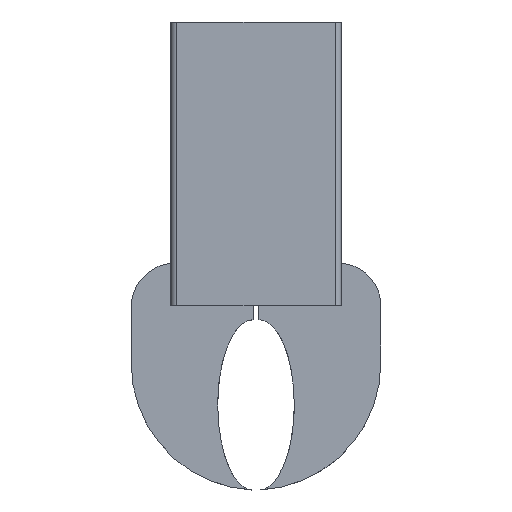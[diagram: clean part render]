
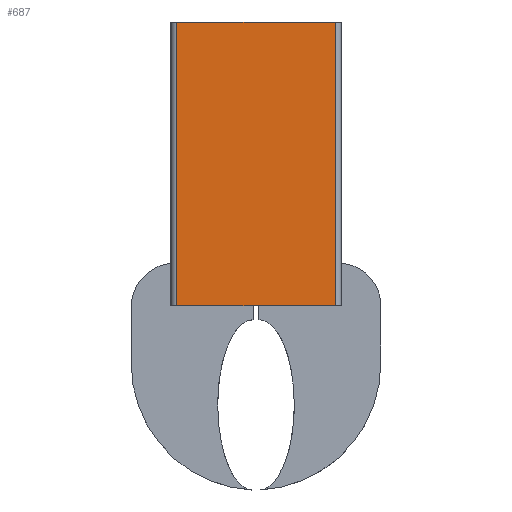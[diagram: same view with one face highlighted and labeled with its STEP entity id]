
A CAD part, top view. The second image highlights one B-rep face of the part: STEP entity #687.
In plain terms, the highlighted planar face has unit normal (0, 0, 1).
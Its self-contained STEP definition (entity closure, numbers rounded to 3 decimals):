
#24=PLANE('',#744);
#53=FACE_OUTER_BOUND('',#89,.T.);
#89=EDGE_LOOP('',(#517,#518,#519,#520));
#133=LINE('',#1015,#215);
#149=LINE('',#1052,#231);
#150=LINE('',#1056,#232);
#151=LINE('',#1057,#233);
#215=VECTOR('',#813,10.);
#231=VECTOR('',#841,10.);
#232=VECTOR('',#846,10.);
#233=VECTOR('',#847,10.);
#314=VERTEX_POINT('',#1012);
#315=VERTEX_POINT('',#1014);
#330=VERTEX_POINT('',#1051);
#331=VERTEX_POINT('',#1055);
#384=EDGE_CURVE('',#315,#314,#133,.T.);
#403=EDGE_CURVE('',#315,#330,#149,.T.);
#405=EDGE_CURVE('',#331,#314,#150,.T.);
#406=EDGE_CURVE('',#331,#330,#151,.T.);
#517=ORIENTED_EDGE('',*,*,#403,.F.);
#518=ORIENTED_EDGE('',*,*,#384,.T.);
#519=ORIENTED_EDGE('',*,*,#405,.F.);
#520=ORIENTED_EDGE('',*,*,#406,.T.);
#687=ADVANCED_FACE('',(#53),#24,.T.);
#744=AXIS2_PLACEMENT_3D('',#1054,#844,#845);
#813=DIRECTION('',(1.,0.,0.));
#841=DIRECTION('',(0.,1.,0.));
#844=DIRECTION('center_axis',(0.,0.,1.));
#845=DIRECTION('ref_axis',(1.,0.,0.));
#846=DIRECTION('',(0.,-1.,0.));
#847=DIRECTION('',(-1.,0.,0.));
#1012=CARTESIAN_POINT('',(58.,0.,40.));
#1014=CARTESIAN_POINT('',(2.,0.,40.));
#1015=CARTESIAN_POINT('',(0.,0.,40.));
#1051=CARTESIAN_POINT('',(2.,100.,40.));
#1052=CARTESIAN_POINT('',(2.,75.,40.));
#1054=CARTESIAN_POINT('Origin',(30.,50.,40.));
#1055=CARTESIAN_POINT('',(58.,100.,40.));
#1056=CARTESIAN_POINT('',(58.,25.,40.));
#1057=CARTESIAN_POINT('',(60.,100.,40.));
